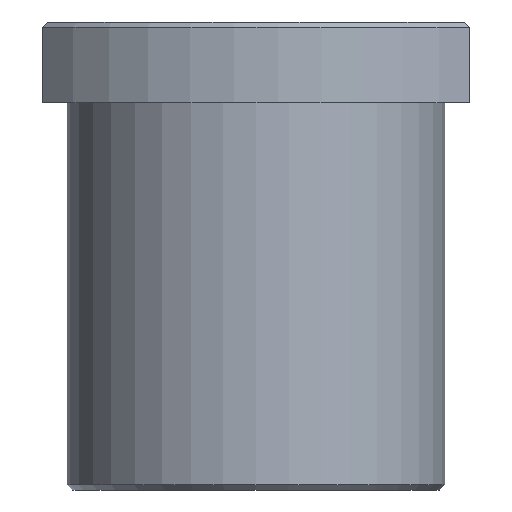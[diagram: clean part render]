
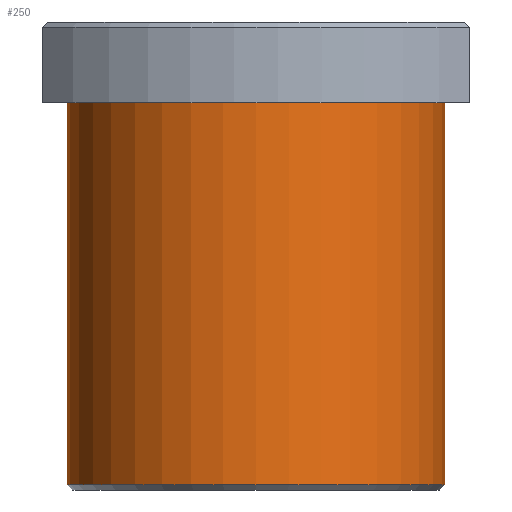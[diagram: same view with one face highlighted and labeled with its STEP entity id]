
A CAD part, front view. The second image highlights one B-rep face of the part: STEP entity #250.
In plain terms, the highlighted cylindrical face has radius 37.5 mm (diameter 75 mm), a full revolution.
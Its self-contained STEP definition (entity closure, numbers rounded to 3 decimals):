
#194=CYLINDRICAL_SURFACE('',#2481,37.5);
#208=CIRCLE('',#2479,37.5);
#209=CIRCLE('',#2480,37.5);
#250=ADVANCED_FACE('',(#644,#645),#194,.T.);
#644=FACE_BOUND('',#747,.T.);
#645=FACE_BOUND('',#748,.T.);
#747=EDGE_LOOP('',(#1018));
#748=EDGE_LOOP('',(#1019));
#1018=ORIENTED_EDGE('',*,*,#1886,.T.);
#1019=ORIENTED_EDGE('',*,*,#1887,.F.);
#1660=VERTEX_POINT('',#3542);
#1661=VERTEX_POINT('',#3544);
#1886=EDGE_CURVE('',#1660,#1660,#208,.T.);
#1887=EDGE_CURVE('',#1661,#1661,#209,.T.);
#2479=AXIS2_PLACEMENT_3D('',#3541,#2698,#2699);
#2480=AXIS2_PLACEMENT_3D('',#3543,#2700,#2701);
#2481=AXIS2_PLACEMENT_3D('',#3545,#2702,#2703);
#2698=DIRECTION('',(0.,0.,1.));
#2699=DIRECTION('',(-1.,0.,0.));
#2700=DIRECTION('',(0.,0.,1.));
#2701=DIRECTION('',(1.,0.,0.));
#2702=DIRECTION('',(0.,0.,-1.));
#2703=DIRECTION('',(-1.,0.,0.));
#3541=CARTESIAN_POINT('',(0.,0.,-92.));
#3542=CARTESIAN_POINT('',(-37.5,0.,-92.));
#3543=CARTESIAN_POINT('',(0.,0.,-16.));
#3544=CARTESIAN_POINT('',(37.5,0.,-16.));
#3545=CARTESIAN_POINT('',(0.,0.,0.));
